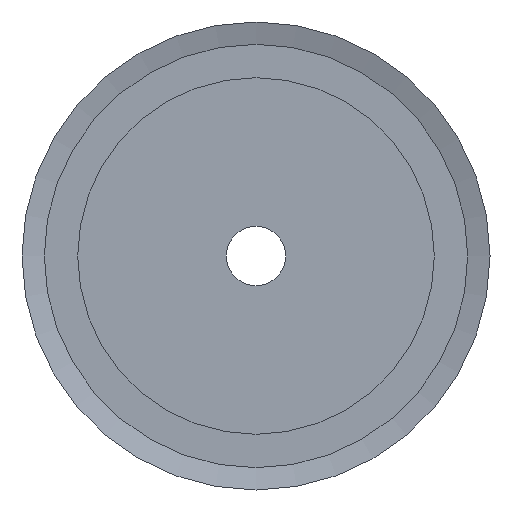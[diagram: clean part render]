
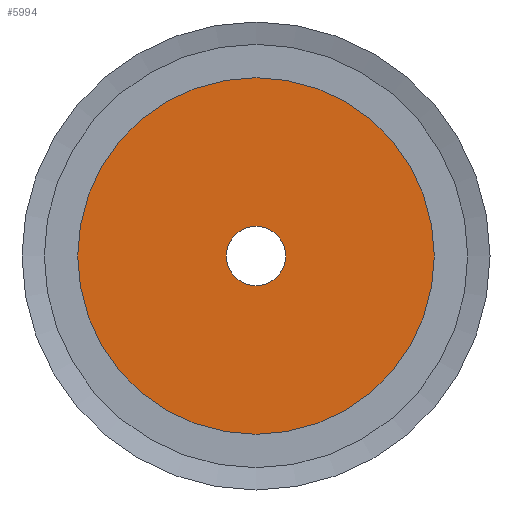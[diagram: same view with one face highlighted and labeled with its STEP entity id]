
A CAD part, left-side view. The second image highlights one B-rep face of the part: STEP entity #5994.
In plain terms, the highlighted planar face has unit normal (-1, 0, 0).
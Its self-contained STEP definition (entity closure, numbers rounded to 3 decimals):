
#1925=VERTEX_POINT('',#10304);
#1926=VERTEX_POINT('',#10306);
#2371=CIRCLE('',#6767,24.);
#2372=CIRCLE('',#6768,4.);
#3027=EDGE_CURVE('',#1925,#1925,#2371,.T.);
#3028=EDGE_CURVE('',#1926,#1926,#2372,.T.);
#4018=ORIENTED_EDGE('',*,*,#3027,.F.);
#4019=ORIENTED_EDGE('',*,*,#3028,.T.);
#5320=EDGE_LOOP('',(#4018));
#5321=EDGE_LOOP('',(#4019));
#5659=FACE_BOUND('',#5320,.T.);
#5660=FACE_BOUND('',#5321,.T.);
#5994=ADVANCED_FACE('',(#5659,#5660),#10969,.F.);
#6766=AXIS2_PLACEMENT_3D('',#10302,#8142,$);
#6767=AXIS2_PLACEMENT_3D('',#10303,#8143,#8144);
#6768=AXIS2_PLACEMENT_3D('',#10305,#8145,#8146);
#8142=DIRECTION('',(1.,0.,0.));
#8143=DIRECTION('',(1.,0.,0.));
#8144=DIRECTION('',(0.,0.,-24.));
#8145=DIRECTION('',(1.,0.,0.));
#8146=DIRECTION('',(0.,0.,-4.));
#10302=CARTESIAN_POINT('',(0.,0.,0.));
#10303=CARTESIAN_POINT('',(0.,0.,0.));
#10304=CARTESIAN_POINT('',(0.,0.,-24.));
#10305=CARTESIAN_POINT('',(0.,0.,0.));
#10306=CARTESIAN_POINT('',(0.,0.,-4.));
#10969=PLANE('',#6766);
